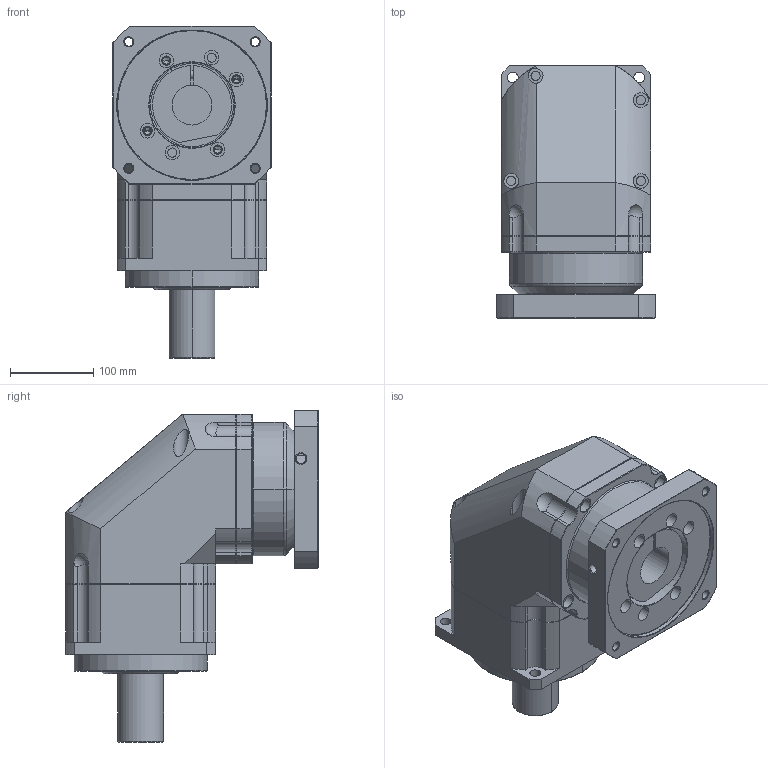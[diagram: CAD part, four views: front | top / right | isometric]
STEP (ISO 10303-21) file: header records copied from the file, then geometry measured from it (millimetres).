
FILE_DESCRIPTION((''),'2;1');
FILE_NAME('ABR1801-P4160301_ASM','2008-03-03T',('d00280'),(''),'PRO/ENGINEER BY PARAMETRIC TECHNOLOGY CORPORATION, 2006170','PRO/ENGINEER BY PARAMETRIC TECHNOLOGY CORPORATION, 2006170','');
FILE_SCHEMA(('CONFIG_CONTROL_DESIGN'));
Length unit declared in the file: millimetre
Products named in the file (5): AB1801; PD060001; PK960001; P4160301; ABR1801-P4160301_ASM
Assembly tree (4 placements, depth 2):
  ABR1801-P4160301_ASM
    AB1801
    PD060001
    PK960001
    P4160301
Bounding box: 190 x 303.5 x 399 mm (x, y, z)
Volume: 7894235.4 mm3; surface area: 699033.2 mm2
Topology: 5 solids, 23 shells, 695 faces, 1623 edges, 980 vertices
Faces by surface type: cylinder 271, plane 182, cone 168, torus 70, sphere 4
Entity records: 20472 total; most frequent: CARTESIAN_POINT 4058, DIRECTION 3740, ORIENTED_EDGE 3122, EDGE_CURVE 1599, AXIS2_PLACEMENT_3D 1539, VERTEX_POINT 980, CIRCLE 827, EDGE_LOOP 815
